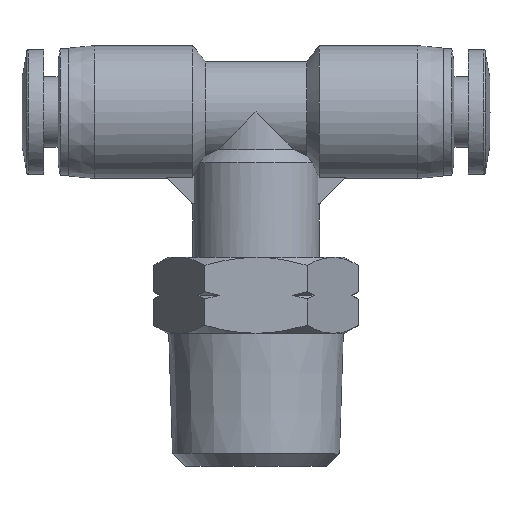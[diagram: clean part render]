
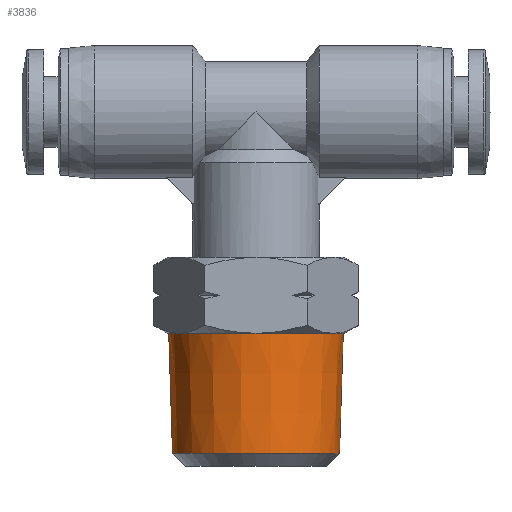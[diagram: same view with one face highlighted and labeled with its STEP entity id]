
A CAD part, top view. The second image highlights one B-rep face of the part: STEP entity #3836.
In plain terms, the highlighted conical face has half-angle 1.79 degrees and reference radius 6.9 mm.
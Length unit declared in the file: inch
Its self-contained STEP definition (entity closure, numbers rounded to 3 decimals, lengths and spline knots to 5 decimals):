
#113 = EDGE_CURVE ( 'NONE', #4691, #4699, #1981, .T. ) ;
#236 = CARTESIAN_POINT ( 'NONE',  ( 0.27165, -0.23622, 0. ) ) ;
#278 = DIRECTION ( 'NONE',  ( 0.031, 1., 0. ) ) ;
#488 = CARTESIAN_POINT ( 'NONE',  ( 0., -0.61026, 0. ) ) ;
#701 = EDGE_LOOP ( 'NONE', ( #5461, #4367, #5145, #3844 ) ) ;
#798 = LINE ( 'NONE', #6710, #6184 ) ;
#831 = DIRECTION ( 'NONE',  ( -1., 0., 0. ) ) ;
#1016 = DIRECTION ( 'NONE',  ( -1., 0., 0. ) ) ;
#1185 = DIRECTION ( 'NONE',  ( 0., -1., 0. ) ) ;
#1960 = CONICAL_SURFACE ( 'NONE', #3928, 0.27165, 0.031 ) ;
#1981 = LINE ( 'NONE', #5984, #1994 ) ;
#1994 = VECTOR ( 'NONE', #5964, 39.37008 ) ;
#2005 = EDGE_CURVE ( 'NONE', #3280, #4699, #2288, .T. ) ;
#2288 = CIRCLE ( 'NONE', #2861, 0.27165 ) ;
#2861 = AXIS2_PLACEMENT_3D ( 'NONE', #4409, #1185, #4950 ) ;
#3280 = VERTEX_POINT ( 'NONE', #236 ) ;
#3836 = ADVANCED_FACE ( 'NONE', ( #4866 ), #1960, .T. ) ;
#3844 = ORIENTED_EDGE ( 'NONE', *, *, #113, .F. ) ;
#3928 = AXIS2_PLACEMENT_3D ( 'NONE', #4044, #5120, #831 ) ;
#4044 = CARTESIAN_POINT ( 'NONE',  ( 0., -0.23622, 0. ) ) ;
#4173 = VERTEX_POINT ( 'NONE', #6572 ) ;
#4219 = DIRECTION ( 'NONE',  ( 0., 1., 0. ) ) ;
#4309 = EDGE_CURVE ( 'NONE', #4173, #3280, #798, .T. ) ;
#4367 = ORIENTED_EDGE ( 'NONE', *, *, #4309, .T. ) ;
#4409 = CARTESIAN_POINT ( 'NONE',  ( 0., -0.23622, 0. ) ) ;
#4441 = CIRCLE ( 'NONE', #4710, 0.25996 ) ;
#4652 = CARTESIAN_POINT ( 'NONE',  ( -0.25996, -0.61026, 0. ) ) ;
#4691 = VERTEX_POINT ( 'NONE', #4652 ) ;
#4699 = VERTEX_POINT ( 'NONE', #5762 ) ;
#4710 = AXIS2_PLACEMENT_3D ( 'NONE', #488, #4219, #1016 ) ;
#4866 = FACE_OUTER_BOUND ( 'NONE', #701, .T. ) ;
#4950 = DIRECTION ( 'NONE',  ( -1., 0., 0. ) ) ;
#5120 = DIRECTION ( 'NONE',  ( 0., 1., 0. ) ) ;
#5145 = ORIENTED_EDGE ( 'NONE', *, *, #2005, .T. ) ;
#5461 = ORIENTED_EDGE ( 'NONE', *, *, #6259, .T. ) ;
#5762 = CARTESIAN_POINT ( 'NONE',  ( -0.27165, -0.23622, 0. ) ) ;
#5964 = DIRECTION ( 'NONE',  ( -0.031, 1., 0. ) ) ;
#5984 = CARTESIAN_POINT ( 'NONE',  ( -0.27165, -0.23622, 0. ) ) ;
#6184 = VECTOR ( 'NONE', #278, 39.37008 ) ;
#6259 = EDGE_CURVE ( 'NONE', #4691, #4173, #4441, .T. ) ;
#6572 = CARTESIAN_POINT ( 'NONE',  ( 0.25996, -0.61026, 0. ) ) ;
#6710 = CARTESIAN_POINT ( 'NONE',  ( 0.27165, -0.23622, 0. ) ) ;
